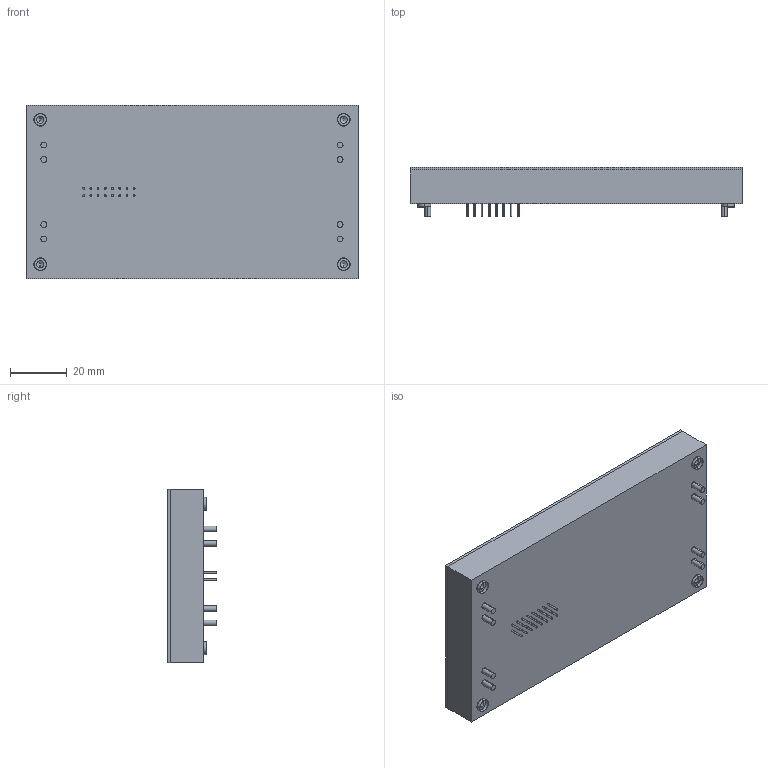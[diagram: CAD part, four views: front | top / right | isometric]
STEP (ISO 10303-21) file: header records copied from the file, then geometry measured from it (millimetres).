
FILE_DESCRIPTION (( 'STEP AP214' ), '1' );
FILE_NAME ('AIF04ZPFC.STEP', '2013-07-30T08:01:01', ( 'admin' ), ( '' ), 'SwSTEP 2.0', 'SolidWorks 2011', '' );
FILE_SCHEMA (( 'AUTOMOTIVE_DESIGN' ));
Length unit declared in the file: millimetre
Products named in the file (1): AIF04ZPFC
Bounding box: 116.68 x 17.4 x 61 mm (x, y, z)
Volume: 90381.6 mm3; surface area: 33808.1 mm2
Topology: 26 solids, 26 shells, 156 faces, 280 edges, 180 vertices
Faces by surface type: cylinder 80, plane 68, cone 8
Entity records: 4222 total; most frequent: DIRECTION 746, CARTESIAN_POINT 609, ORIENTED_EDGE 544, AXIS2_PLACEMENT_3D 317, EDGE_CURVE 272, VERTEX_POINT 180, EDGE_LOOP 176, CIRCLE 160
